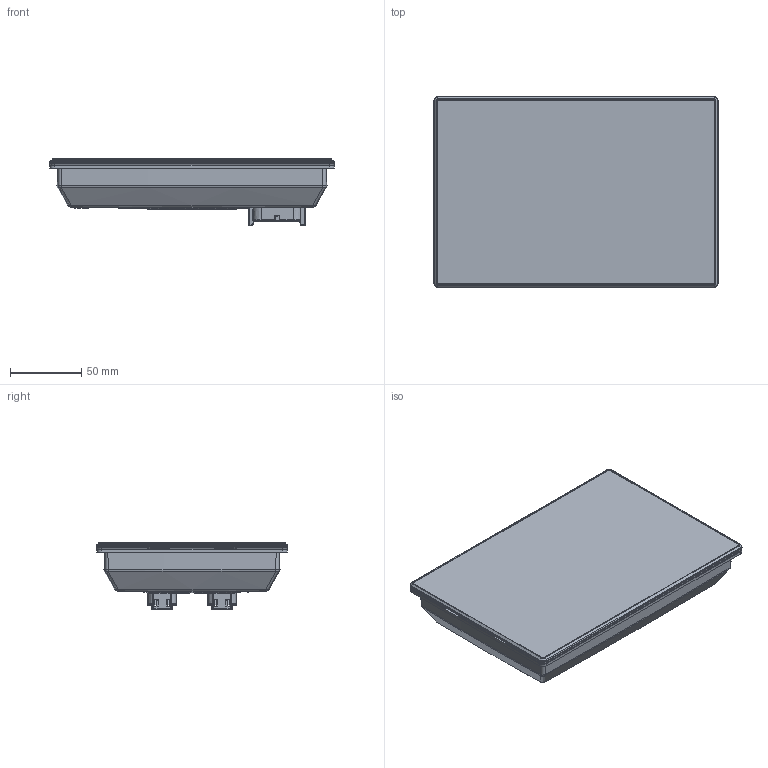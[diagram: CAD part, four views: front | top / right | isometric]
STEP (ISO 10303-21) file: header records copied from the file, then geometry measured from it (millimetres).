
FILE_DESCRIPTION(/* description */ ('Unknown'),/* implementation_level */ '2;1');
FILE_NAME(/* name */ 'C000 159-10rPa3',/* time_stamp */ '2024-01-16T08:53:23+01:00',/* author */ ('Unknown'),/* organization */ ('Unknown'),/* preprocessor_version */ 'ST-DEVELOPER v18.102',/* originating_system */ 'Solid Edge',/* authorisation */ 'Unknown');
FILE_SCHEMA (('AUTOMOTIVE_DESIGN {1 0 10303 214 3 1 1}'));
Products named in the file (25): C000 159-10rPa3; C000 159-14rPa5; C000 159-15rPa5; SL-B-M5_Sonic-Lock; SMD_4; C000 152-45rA; MRT-M3x05 fzb 700-192; V705 Baseboard PCBA IDF Fullmount_C000 159-29rPa1_oa_0; C000159-29rPa1_oa_1; XTAL_EPSON_TSX-3225; XTAL_EPSON_FC-135; OSC_ECS327ATQMV; XTAL_ABLS7M2; 800-361_Deutsch DTM 12-pin header Au-plated_El-CAD symbol; Gap pad_20x20_C000 119-162rA; 123189_Retaining Sleeve, 12 Pin Deutsch, Key B_c-1011-053-1205; 123177_Connector Seal Outer, 12 Pin Deutsch_c-1010-042-1206; 123188_Retaining Sleeve, 12 Pin Deutsch, Key A_c-1011-052-1205; C000 108-100rA; C000 159-130rPa1; RFQ-ZX-20190527003_YGT_X1_20190606_oa_2; RFQ-ZX-20190527003_YGT_X1_20190606_LCM; DF40C-40DP; C000 152-09_TAIL_01; C000 152-09rPa1_GLASS
Assembly tree (34 placements, depth 4):
  C000 159-10rPa3
    C000 159-14rPa5
      C000 159-15rPa5
      SL-B-M5_Sonic-Lock  x3
    SMD_4  x2
    C000 152-45rA  x2
    MRT-M3x05 fzb 700-192  x4
    V705 Baseboard PCBA IDF Fullmount_C000 159-29rPa1_oa_0
      C000159-29rPa1_oa_1
        XTAL_EPSON_TSX-3225  x2
        XTAL_EPSON_FC-135
        OSC_ECS327ATQMV
        XTAL_ABLS7M2
      800-361_Deutsch DTM 12-pin header Au-plated_El-CAD symbol  x2
    Gap pad_20x20_C000 119-162rA
    123189_Retaining Sleeve, 12 Pin Deutsch, Key B_c-1011-053-1205
    123177_Connector Seal Outer, 12 Pin Deutsch_c-1010-042-1206  x2
    123188_Retaining Sleeve, 12 Pin Deutsch, Key A_c-1011-052-1205
    C000 108-100rA
    C000 159-130rPa1
    RFQ-ZX-20190527003_YGT_X1_20190606_oa_2
      RFQ-ZX-20190527003_YGT_X1_20190606_LCM
      DF40C-40DP
      C000 152-09_TAIL_01
      C000 152-09rPa1_GLASS
Bounding box: 200.2 x 134.2 x 46.57 mm (x, y, z)
Volume: 281554.5 mm3; surface area: 230291.6 mm2
Topology: 30 solids, 30 shells, 3735 faces, 9671 edges, 6106 vertices
Faces by surface type: plane 1858, cylinder 925, cone 347, torus 330, bspline 219, sphere 56
Full cylindrical faces by diameter (mm): 0.989 x2, 1.006 x46, 1.057 x24, 1.6 x8, 2.5 x2, 3 x4, 3.048 x4, 4.064 x2, 4.134 x3, 4.3 x2, 5.4 x6, 6 x8, 6.4 x3, 6.604 x2, 7.1 x3, 12.5 x1
Entity records: 103396 total; most frequent: CARTESIAN_POINT 25102, ORIENTED_EDGE 16066, DIRECTION 15164, EDGE_CURVE 8033, AXIS2_PLACEMENT_3D 5230, VERTEX_POINT 5198, LINE 4704, VECTOR 4704
